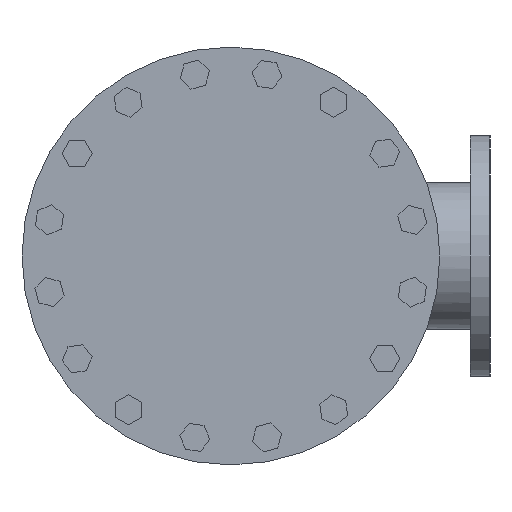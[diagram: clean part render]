
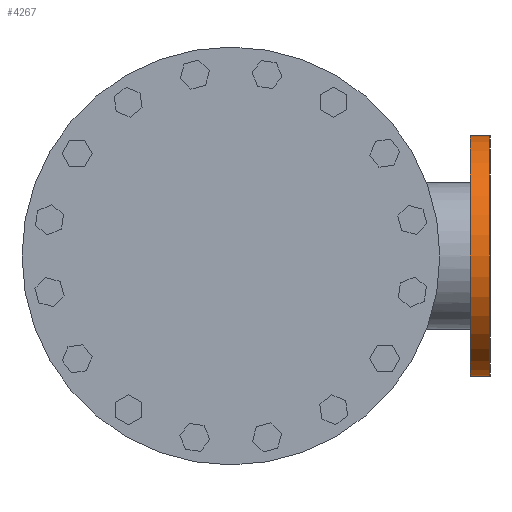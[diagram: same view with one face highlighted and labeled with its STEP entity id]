
A CAD part, left-side view. The second image highlights one B-rep face of the part: STEP entity #4267.
In plain terms, the highlighted cylindrical face has radius 176.45 mm (diameter 352.9 mm), a partial arc.
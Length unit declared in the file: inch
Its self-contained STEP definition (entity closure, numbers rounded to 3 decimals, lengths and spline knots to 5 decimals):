
#272 = DIRECTION ( 'NONE',  ( 0., 1., 0. ) ) ;
#697 = AXIS2_PLACEMENT_3D ( 'NONE', #17375, #25476, #13533 ) ;
#895 = ORIENTED_EDGE ( 'NONE', *, *, #19323, .F. ) ;
#1385 = AXIS2_PLACEMENT_3D ( 'NONE', #16448, #272, #24326 ) ;
#1824 = DIRECTION ( 'NONE',  ( 0., 0., 1. ) ) ;
#3084 = CYLINDRICAL_SURFACE ( 'NONE', #20747, 6.94685 ) ;
#3132 = ORIENTED_EDGE ( 'NONE', *, *, #12254, .T. ) ;
#3581 = ORIENTED_EDGE ( 'NONE', *, *, #17996, .T. ) ;
#4035 = FACE_OUTER_BOUND ( 'NONE', #25201, .T. ) ;
#4267 = ADVANCED_FACE ( 'NONE', ( #4035 ), #3084, .T. ) ;
#7449 = EDGE_CURVE ( 'NONE', #12576, #24472, #13138, .T. ) ;
#8643 = CARTESIAN_POINT ( 'NONE',  ( 15.13538, -13.76, 6.94685 ) ) ;
#8938 = DIRECTION ( 'NONE',  ( 0., 1., 0. ) ) ;
#10448 = DIRECTION ( 'NONE',  ( 0., 1., 0. ) ) ;
#10766 = CARTESIAN_POINT ( 'NONE',  ( 15.13538, -13.76, -6.94685 ) ) ;
#11021 = CIRCLE ( 'NONE', #1385, 6.94685 ) ;
#12254 = EDGE_CURVE ( 'NONE', #14448, #16289, #11021, .T. ) ;
#12288 = VECTOR ( 'NONE', #10448, 39.37008 ) ;
#12576 = VERTEX_POINT ( 'NONE', #22340 ) ;
#12684 = ORIENTED_EDGE ( 'NONE', *, *, #7449, .F. ) ;
#13093 = VECTOR ( 'NONE', #8938, 39.37008 ) ;
#13138 = CIRCLE ( 'NONE', #697, 6.94685 ) ;
#13533 = DIRECTION ( 'NONE',  ( 0., 0., 1. ) ) ;
#14300 = CARTESIAN_POINT ( 'NONE',  ( 15.13538, -14.88, 6.94685 ) ) ;
#14448 = VERTEX_POINT ( 'NONE', #24465 ) ;
#16022 = CARTESIAN_POINT ( 'NONE',  ( 15.13538, -13.76, 6.94685 ) ) ;
#16289 = VERTEX_POINT ( 'NONE', #14300 ) ;
#16448 = CARTESIAN_POINT ( 'NONE',  ( 15.13538, -14.88, 0. ) ) ;
#17375 = CARTESIAN_POINT ( 'NONE',  ( 15.13538, -13.76, 0. ) ) ;
#17592 = DIRECTION ( 'NONE',  ( 0., 1., 0. ) ) ;
#17996 = EDGE_CURVE ( 'NONE', #16289, #24472, #24702, .T. ) ;
#19323 = EDGE_CURVE ( 'NONE', #14448, #12576, #22752, .T. ) ;
#20747 = AXIS2_PLACEMENT_3D ( 'NONE', #25439, #17592, #1824 ) ;
#22340 = CARTESIAN_POINT ( 'NONE',  ( 15.13538, -13.76, -6.94685 ) ) ;
#22752 = LINE ( 'NONE', #10766, #13093 ) ;
#24326 = DIRECTION ( 'NONE',  ( 0., 0., 1. ) ) ;
#24465 = CARTESIAN_POINT ( 'NONE',  ( 15.13538, -14.88, -6.94685 ) ) ;
#24472 = VERTEX_POINT ( 'NONE', #16022 ) ;
#24702 = LINE ( 'NONE', #8643, #12288 ) ;
#25201 = EDGE_LOOP ( 'NONE', ( #895, #3132, #3581, #12684 ) ) ;
#25439 = CARTESIAN_POINT ( 'NONE',  ( 15.13538, -13.76, 0. ) ) ;
#25476 = DIRECTION ( 'NONE',  ( 0., 1., 0. ) ) ;
